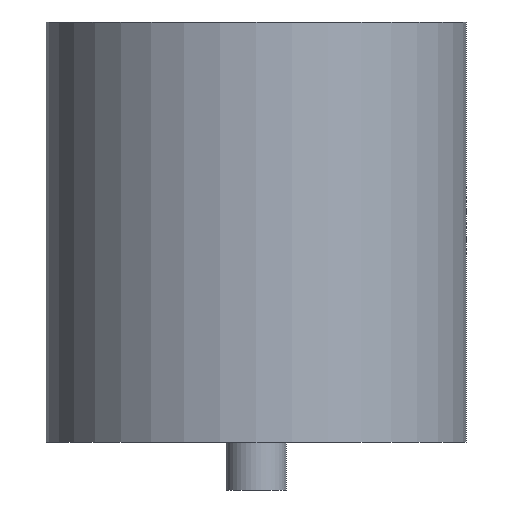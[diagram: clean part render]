
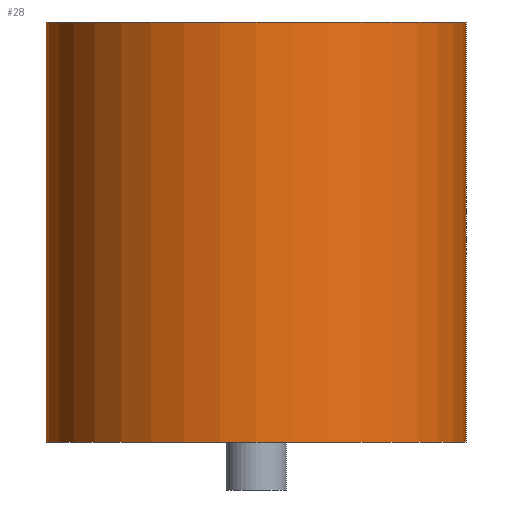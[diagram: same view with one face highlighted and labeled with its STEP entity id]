
A CAD part, front view. The second image highlights one B-rep face of the part: STEP entity #28.
In plain terms, the highlighted cylindrical face has radius 3.5 mm (diameter 7 mm), a full revolution.
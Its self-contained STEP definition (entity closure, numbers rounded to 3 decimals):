
#28 = ADVANCED_FACE('',(#29),#42,.T.);
#29 = FACE_BOUND('',#30,.T.);
#30 = EDGE_LOOP('',(#31,#91,#114,#167));
#31 = ORIENTED_EDGE('',*,*,#32,.T.);
#32 = EDGE_CURVE('',#33,#33,#35,.T.);
#33 = VERTEX_POINT('',#34);
#34 = CARTESIAN_POINT('',(3.5,0.,0.));
#35 = SURFACE_CURVE('',#36,(#41,#75),.PCURVE_S1.);
#36 = CIRCLE('',#37,3.5);
#37 = AXIS2_PLACEMENT_3D('',#38,#39,#40);
#38 = CARTESIAN_POINT('',(0.,0.,0.));
#39 = DIRECTION('',(0.,0.,1.));
#40 = DIRECTION('',(1.,0.,-0.));
#41 = PCURVE('',#42,#47);
#42 = CYLINDRICAL_SURFACE('',#43,3.5);
#43 = AXIS2_PLACEMENT_3D('',#44,#45,#46);
#44 = CARTESIAN_POINT('',(0.,0.,0.));
#45 = DIRECTION('',(-0.,-0.,-1.));
#46 = DIRECTION('',(1.,0.,0.));
#47 = DEFINITIONAL_REPRESENTATION('',(#48),#74);
#48 = B_SPLINE_CURVE_WITH_KNOTS('',3,(#49,#50,#51,#52,#53,#54,#55,#56,
    #57,#58,#59,#60,#61,#62,#63,#64,#65,#66,#67,#68,#69,#70,#71,#72,#73)
  ,.UNSPECIFIED.,.F.,.F.,(4,1,1,1,1,1,1,1,1,1,1,1,1,1,1,1,1,1,1,1,1,1,4)
  ,(0.,0.286,0.571,0.857,1.142,
    1.428,1.714,1.999,2.285,
    2.57,2.856,3.142,3.427,
    3.713,3.998,4.284,4.57,
    4.855,5.141,5.426,5.712,
    5.998,6.283),.QUASI_UNIFORM_KNOTS.);
#49 = CARTESIAN_POINT('',(6.283,0.));
#50 = CARTESIAN_POINT('',(6.188,0.));
#51 = CARTESIAN_POINT('',(5.998,0.));
#52 = CARTESIAN_POINT('',(5.712,0.));
#53 = CARTESIAN_POINT('',(5.426,0.));
#54 = CARTESIAN_POINT('',(5.141,0.));
#55 = CARTESIAN_POINT('',(4.855,0.));
#56 = CARTESIAN_POINT('',(4.57,0.));
#57 = CARTESIAN_POINT('',(4.284,0.));
#58 = CARTESIAN_POINT('',(3.998,0.));
#59 = CARTESIAN_POINT('',(3.713,0.));
#60 = CARTESIAN_POINT('',(3.427,0.));
#61 = CARTESIAN_POINT('',(3.142,0.));
#62 = CARTESIAN_POINT('',(2.856,0.));
#63 = CARTESIAN_POINT('',(2.57,0.));
#64 = CARTESIAN_POINT('',(2.285,0.));
#65 = CARTESIAN_POINT('',(1.999,0.));
#66 = CARTESIAN_POINT('',(1.714,0.));
#67 = CARTESIAN_POINT('',(1.428,0.));
#68 = CARTESIAN_POINT('',(1.142,0.));
#69 = CARTESIAN_POINT('',(0.857,0.));
#70 = CARTESIAN_POINT('',(0.571,0.));
#71 = CARTESIAN_POINT('',(0.286,0.));
#72 = CARTESIAN_POINT('',(0.095,0.));
#73 = CARTESIAN_POINT('',(0.,0.));
#74 = ( GEOMETRIC_REPRESENTATION_CONTEXT(2) 
PARAMETRIC_REPRESENTATION_CONTEXT() REPRESENTATION_CONTEXT('2D SPACE',''
  ) );
#75 = PCURVE('',#76,#81);
#76 = PLANE('',#77);
#77 = AXIS2_PLACEMENT_3D('',#78,#79,#80);
#78 = CARTESIAN_POINT('',(3.5,0.,0.));
#79 = DIRECTION('',(0.,0.,-1.));
#80 = DIRECTION('',(-1.,0.,0.));
#81 = DEFINITIONAL_REPRESENTATION('',(#82),#90);
#82 = ( BOUNDED_CURVE() B_SPLINE_CURVE(2,(#83,#84,#85,#86,#87,#88,#89),
.UNSPECIFIED.,.F.,.F.) B_SPLINE_CURVE_WITH_KNOTS((1,2,2,2,2,1),(
    -2.094,0.,2.094,4.189,6.283,
8.378),.UNSPECIFIED.) CURVE() GEOMETRIC_REPRESENTATION_ITEM() 
RATIONAL_B_SPLINE_CURVE((1.,0.5,1.,0.5,1.,0.5,1.)) REPRESENTATION_ITEM(
  '') );
#83 = CARTESIAN_POINT('',(0.,0.));
#84 = CARTESIAN_POINT('',(0.,6.062));
#85 = CARTESIAN_POINT('',(5.25,3.031));
#86 = CARTESIAN_POINT('',(10.5,0.));
#87 = CARTESIAN_POINT('',(5.25,-3.031));
#88 = CARTESIAN_POINT('',(0.,-6.062));
#89 = CARTESIAN_POINT('',(0.,0.));
#90 = ( GEOMETRIC_REPRESENTATION_CONTEXT(2) 
PARAMETRIC_REPRESENTATION_CONTEXT() REPRESENTATION_CONTEXT('2D SPACE',''
  ) );
#91 = ORIENTED_EDGE('',*,*,#92,.T.);
#92 = EDGE_CURVE('',#33,#93,#95,.T.);
#93 = VERTEX_POINT('',#94);
#94 = CARTESIAN_POINT('',(3.5,0.,7.));
#95 = SEAM_CURVE('',#96,(#100,#107),.PCURVE_S1.);
#96 = LINE('',#97,#98);
#97 = CARTESIAN_POINT('',(3.5,0.,0.));
#98 = VECTOR('',#99,1.);
#99 = DIRECTION('',(0.,0.,1.));
#100 = PCURVE('',#42,#101);
#101 = DEFINITIONAL_REPRESENTATION('',(#102),#106);
#102 = LINE('',#103,#104);
#103 = CARTESIAN_POINT('',(0.,0.));
#104 = VECTOR('',#105,1.);
#105 = DIRECTION('',(-0.,-1.));
#106 = ( GEOMETRIC_REPRESENTATION_CONTEXT(2) 
PARAMETRIC_REPRESENTATION_CONTEXT() REPRESENTATION_CONTEXT('2D SPACE',''
  ) );
#107 = PCURVE('',#42,#108);
#108 = DEFINITIONAL_REPRESENTATION('',(#109),#113);
#109 = LINE('',#110,#111);
#110 = CARTESIAN_POINT('',(6.283,0.));
#111 = VECTOR('',#112,1.);
#112 = DIRECTION('',(-0.,-1.));
#113 = ( GEOMETRIC_REPRESENTATION_CONTEXT(2) 
PARAMETRIC_REPRESENTATION_CONTEXT() REPRESENTATION_CONTEXT('2D SPACE',''
  ) );
#114 = ORIENTED_EDGE('',*,*,#115,.F.);
#115 = EDGE_CURVE('',#93,#93,#116,.T.);
#116 = SURFACE_CURVE('',#117,(#122,#151),.PCURVE_S1.);
#117 = CIRCLE('',#118,3.5);
#118 = AXIS2_PLACEMENT_3D('',#119,#120,#121);
#119 = CARTESIAN_POINT('',(0.,0.,7.));
#120 = DIRECTION('',(0.,0.,1.));
#121 = DIRECTION('',(1.,0.,-0.));
#122 = PCURVE('',#42,#123);
#123 = DEFINITIONAL_REPRESENTATION('',(#124),#150);
#124 = B_SPLINE_CURVE_WITH_KNOTS('',3,(#125,#126,#127,#128,#129,#130,
    #131,#132,#133,#134,#135,#136,#137,#138,#139,#140,#141,#142,#143,
    #144,#145,#146,#147,#148,#149),.UNSPECIFIED.,.F.,.F.,(4,1,1,1,1,1,1,
    1,1,1,1,1,1,1,1,1,1,1,1,1,1,1,4),(0.,0.286,0.571,
    0.857,1.142,1.428,1.714,
    1.999,2.285,2.57,2.856,
    3.142,3.427,3.713,3.998,
    4.284,4.57,4.855,5.141,
    5.426,5.712,5.998,6.283),
  .QUASI_UNIFORM_KNOTS.);
#125 = CARTESIAN_POINT('',(6.283,-7.));
#126 = CARTESIAN_POINT('',(6.188,-7.));
#127 = CARTESIAN_POINT('',(5.998,-7.));
#128 = CARTESIAN_POINT('',(5.712,-7.));
#129 = CARTESIAN_POINT('',(5.426,-7.));
#130 = CARTESIAN_POINT('',(5.141,-7.));
#131 = CARTESIAN_POINT('',(4.855,-7.));
#132 = CARTESIAN_POINT('',(4.57,-7.));
#133 = CARTESIAN_POINT('',(4.284,-7.));
#134 = CARTESIAN_POINT('',(3.998,-7.));
#135 = CARTESIAN_POINT('',(3.713,-7.));
#136 = CARTESIAN_POINT('',(3.427,-7.));
#137 = CARTESIAN_POINT('',(3.142,-7.));
#138 = CARTESIAN_POINT('',(2.856,-7.));
#139 = CARTESIAN_POINT('',(2.57,-7.));
#140 = CARTESIAN_POINT('',(2.285,-7.));
#141 = CARTESIAN_POINT('',(1.999,-7.));
#142 = CARTESIAN_POINT('',(1.714,-7.));
#143 = CARTESIAN_POINT('',(1.428,-7.));
#144 = CARTESIAN_POINT('',(1.142,-7.));
#145 = CARTESIAN_POINT('',(0.857,-7.));
#146 = CARTESIAN_POINT('',(0.571,-7.));
#147 = CARTESIAN_POINT('',(0.286,-7.));
#148 = CARTESIAN_POINT('',(0.095,-7.));
#149 = CARTESIAN_POINT('',(0.,-7.));
#150 = ( GEOMETRIC_REPRESENTATION_CONTEXT(2) 
PARAMETRIC_REPRESENTATION_CONTEXT() REPRESENTATION_CONTEXT('2D SPACE',''
  ) );
#151 = PCURVE('',#152,#157);
#152 = PLANE('',#153);
#153 = AXIS2_PLACEMENT_3D('',#154,#155,#156);
#154 = CARTESIAN_POINT('',(3.5,0.,7.));
#155 = DIRECTION('',(0.,0.,-1.));
#156 = DIRECTION('',(-1.,0.,0.));
#157 = DEFINITIONAL_REPRESENTATION('',(#158),#166);
#158 = ( BOUNDED_CURVE() B_SPLINE_CURVE(2,(#159,#160,#161,#162,#163,#164
,#165),.UNSPECIFIED.,.F.,.F.) B_SPLINE_CURVE_WITH_KNOTS((1,2,2,2,2,1),(
    -2.094,0.,2.094,4.189,6.283,
8.378),.UNSPECIFIED.) CURVE() GEOMETRIC_REPRESENTATION_ITEM() 
RATIONAL_B_SPLINE_CURVE((1.,0.5,1.,0.5,1.,0.5,1.)) REPRESENTATION_ITEM(
  '') );
#159 = CARTESIAN_POINT('',(0.,0.));
#160 = CARTESIAN_POINT('',(0.,6.062));
#161 = CARTESIAN_POINT('',(5.25,3.031));
#162 = CARTESIAN_POINT('',(10.5,0.));
#163 = CARTESIAN_POINT('',(5.25,-3.031));
#164 = CARTESIAN_POINT('',(0.,-6.062));
#165 = CARTESIAN_POINT('',(0.,0.));
#166 = ( GEOMETRIC_REPRESENTATION_CONTEXT(2) 
PARAMETRIC_REPRESENTATION_CONTEXT() REPRESENTATION_CONTEXT('2D SPACE',''
  ) );
#167 = ORIENTED_EDGE('',*,*,#92,.F.);
